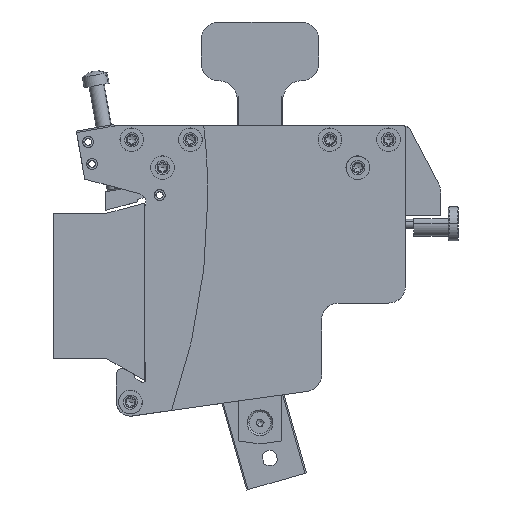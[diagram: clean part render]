
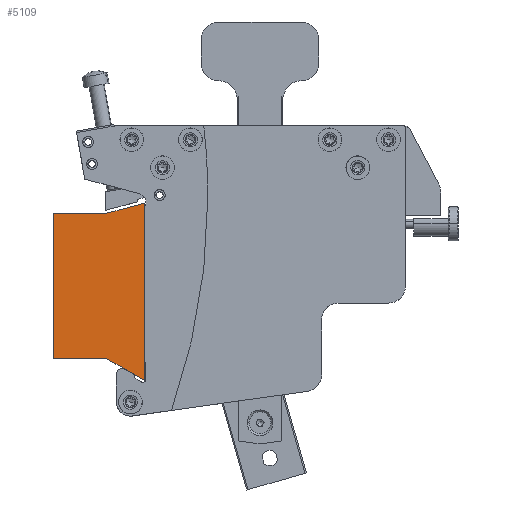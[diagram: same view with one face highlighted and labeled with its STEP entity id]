
A CAD part, top view. The second image highlights one B-rep face of the part: STEP entity #5109.
In plain terms, the highlighted planar face has unit normal (0, 0, 1).
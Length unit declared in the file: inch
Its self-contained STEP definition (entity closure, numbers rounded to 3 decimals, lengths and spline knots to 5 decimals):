
#235 = LINE ( 'NONE', #18396, #11704 ) ;
#831 = CARTESIAN_POINT ( 'NONE',  ( -2.31805, 1.95356, -0.45982 ) ) ;
#934 = EDGE_CURVE ( 'NONE', #9622, #3887, #9803, .T. ) ;
#1212 = EDGE_CURVE ( 'NONE', #16545, #15016, #19542, .T. ) ;
#1532 = CARTESIAN_POINT ( 'NONE',  ( -1.78937, 0.84522, -0.45982 ) ) ;
#2096 = DIRECTION ( 'NONE',  ( -1., 0., 0. ) ) ;
#3253 = VECTOR ( 'NONE', #4129, 39.37008 ) ;
#3887 = VERTEX_POINT ( 'NONE', #20038 ) ;
#4129 = DIRECTION ( 'NONE',  ( -0.866, 0.5, 0. ) ) ;
#4461 = LINE ( 'NONE', #8537, #10130 ) ;
#5109 = ADVANCED_FACE ( 'NONE', ( #18279 ), #10360, .F. ) ;
#5891 = ORIENTED_EDGE ( 'NONE', *, *, #1212, .T. ) ;
#5926 = DIRECTION ( 'NONE',  ( 1., 0., 0. ) ) ;
#6547 = EDGE_LOOP ( 'NONE', ( #10623, #17512, #12760, #5891, #11721, #15593 ) ) ;
#8537 = CARTESIAN_POINT ( 'NONE',  ( -4.61841, -0.09954, -0.45982 ) ) ;
#8651 = DIRECTION ( 'NONE',  ( 0., 0., -1. ) ) ;
#9622 = VERTEX_POINT ( 'NONE', #21829 ) ;
#9803 = LINE ( 'NONE', #12046, #3253 ) ;
#10130 = VECTOR ( 'NONE', #5926, 39.37008 ) ;
#10360 = PLANE ( 'NONE',  #12223 ) ;
#10623 = ORIENTED_EDGE ( 'NONE', *, *, #22220, .F. ) ;
#10707 = CARTESIAN_POINT ( 'NONE',  ( -3.06805, 1.95356, -0.45982 ) ) ;
#11665 = DIRECTION ( 'NONE',  ( 0., -1., 0. ) ) ;
#11704 = VECTOR ( 'NONE', #22686, 39.37008 ) ;
#11721 = ORIENTED_EDGE ( 'NONE', *, *, #21931, .T. ) ;
#11880 = VERTEX_POINT ( 'NONE', #16058 ) ;
#12046 = CARTESIAN_POINT ( 'NONE',  ( -4.45242, 1.13273, -0.45982 ) ) ;
#12223 = AXIS2_PLACEMENT_3D ( 'NONE', #24140, #8651, #22571 ) ;
#12760 = ORIENTED_EDGE ( 'NONE', *, *, #23532, .T. ) ;
#12787 = EDGE_CURVE ( 'NONE', #14284, #11880, #235, .T. ) ;
#13387 = LINE ( 'NONE', #1532, #19414 ) ;
#14107 = CARTESIAN_POINT ( 'NONE',  ( -4.61841, 1.95356, -0.45982 ) ) ;
#14284 = VERTEX_POINT ( 'NONE', #831 ) ;
#14803 = CARTESIAN_POINT ( 'NONE',  ( -3.06805, -0.09954, -0.45982 ) ) ;
#15016 = VERTEX_POINT ( 'NONE', #14803 ) ;
#15067 = DIRECTION ( 'NONE',  ( 0., -1., 0. ) ) ;
#15593 = ORIENTED_EDGE ( 'NONE', *, *, #934, .F. ) ;
#16058 = CARTESIAN_POINT ( 'NONE',  ( -1.78937, 2.09522, -0.45982 ) ) ;
#16545 = VERTEX_POINT ( 'NONE', #10707 ) ;
#17512 = ORIENTED_EDGE ( 'NONE', *, *, #12787, .F. ) ;
#17579 = VECTOR ( 'NONE', #15067, 39.37008 ) ;
#18279 = FACE_OUTER_BOUND ( 'NONE', #6547, .T. ) ;
#18396 = CARTESIAN_POINT ( 'NONE',  ( -4.7414, 1.30422, -0.45982 ) ) ;
#19414 = VECTOR ( 'NONE', #11665, 39.37008 ) ;
#19542 = LINE ( 'NONE', #21548, #17579 ) ;
#20038 = CARTESIAN_POINT ( 'NONE',  ( -2.31805, -0.09954, -0.45982 ) ) ;
#20178 = LINE ( 'NONE', #14107, #25736 ) ;
#21548 = CARTESIAN_POINT ( 'NONE',  ( -3.06805, 0.84522, -0.45982 ) ) ;
#21829 = CARTESIAN_POINT ( 'NONE',  ( -1.78937, -0.40478, -0.45982 ) ) ;
#21931 = EDGE_CURVE ( 'NONE', #15016, #3887, #4461, .T. ) ;
#22220 = EDGE_CURVE ( 'NONE', #11880, #9622, #13387, .T. ) ;
#22571 = DIRECTION ( 'NONE',  ( -1., 0., 0. ) ) ;
#22686 = DIRECTION ( 'NONE',  ( 0.966, 0.259, 0. ) ) ;
#23532 = EDGE_CURVE ( 'NONE', #14284, #16545, #20178, .T. ) ;
#24140 = CARTESIAN_POINT ( 'NONE',  ( -4.61841, 0.84522, -0.45982 ) ) ;
#25736 = VECTOR ( 'NONE', #2096, 39.37008 ) ;
